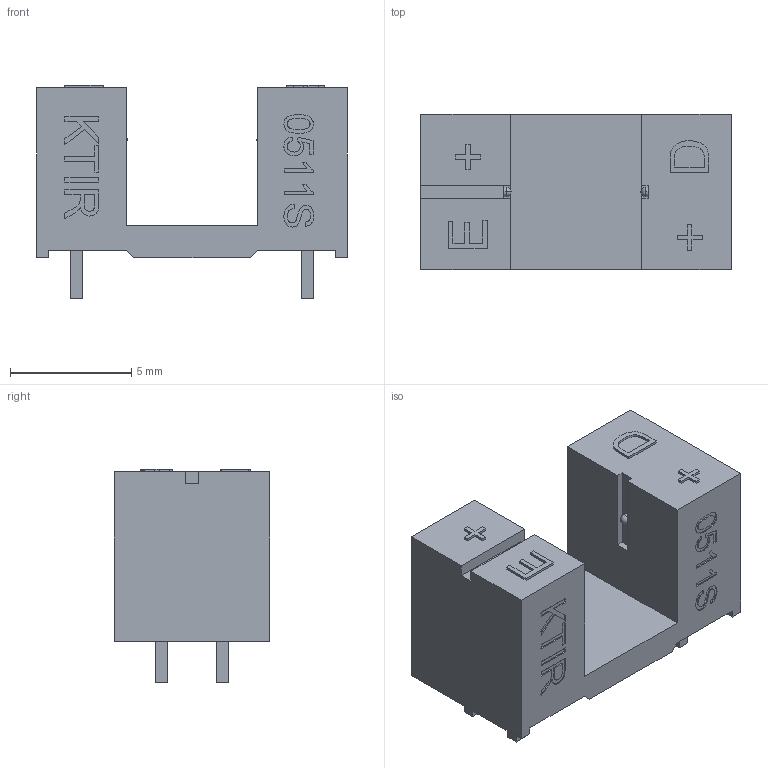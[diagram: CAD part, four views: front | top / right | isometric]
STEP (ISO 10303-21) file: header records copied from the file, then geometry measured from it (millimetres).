
FILE_DESCRIPTION (( 'STEP AP214' ), '1' );
FILE_NAME ('User Library-KTIR0511S.STEP', '2015-10-12T20:58:45', ( 'Windows User' ), ( '' ), 'SwSTEP 2.0', 'SolidWorks 2015', '' );
FILE_SCHEMA (( 'AUTOMOTIVE_DESIGN' ));
Length unit declared in the file: millimetre
Products named in the file (1): User Library-KTIR0511S
Bounding box: 12.8 x 6.4 x 8.8 mm (x, y, z)
Volume: 238.2 mm3; surface area: 703.7 mm2
Topology: 1 solids, 1 shells, 244 faces, 666 edges, 442 vertices
Faces by surface type: plane 184, bspline 53, cylinder 4, sphere 3
Entity records: 12967 total; most frequent: CARTESIAN_POINT 4466, ORIENTED_EDGE 1316, DIRECTION 945, EDGE_CURVE 658, VECTOR 543, LINE 543, VERTEX_POINT 438, EDGE_LOOP 266
